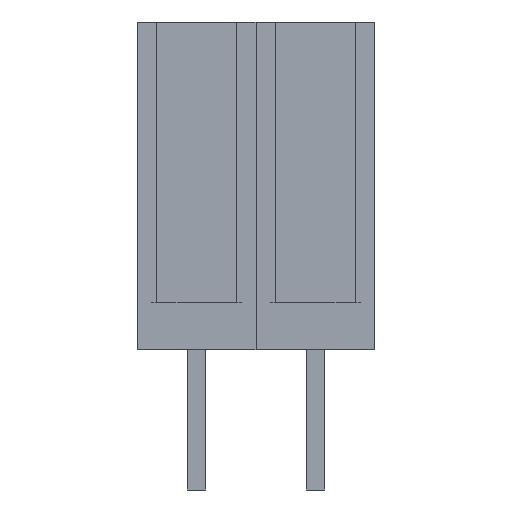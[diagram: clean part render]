
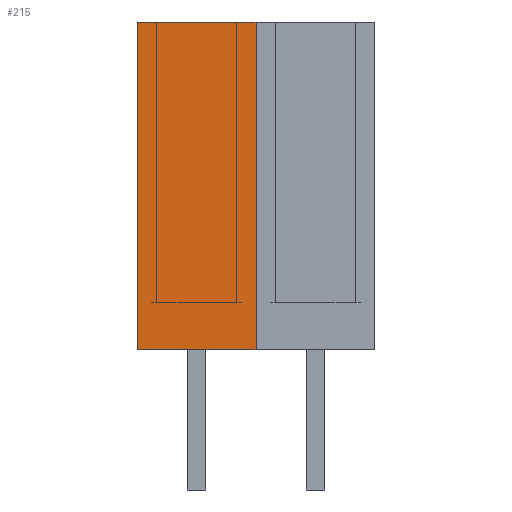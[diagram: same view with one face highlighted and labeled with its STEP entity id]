
A CAD part, front view. The second image highlights one B-rep face of the part: STEP entity #215.
In plain terms, the highlighted planar face has unit normal (0, -1, 0).
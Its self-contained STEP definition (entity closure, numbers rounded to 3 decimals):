
#13=DIRECTION('',(0.,0.,1.));
#14=DIRECTION('',(1.,0.,0.));
#191=EDGE_CURVE('',#192,#194,#196,.T.);
#192=VERTEX_POINT('',#193);
#193=CARTESIAN_POINT('',(-1.27,-1.271,0.));
#194=VERTEX_POINT('',#195);
#195=CARTESIAN_POINT('',(-1.27,-1.271,7.));
#196=LINE('',#193,#197);
#197=VECTOR('',#13,1.);
#204=DIRECTION('',(0.,1.,0.));
#215=ADVANCED_FACE('',(#216),#233,.F.);
#216=FACE_BOUND('',#217,.F.);
#217=EDGE_LOOP('',(#218,#224,#225,#230));
#218=ORIENTED_EDGE('',*,*,#219,.F.);
#219=EDGE_CURVE('',#192,#220,#222,.T.);
#220=VERTEX_POINT('',#221);
#221=CARTESIAN_POINT('',(1.27,-1.271,0.));
#222=LINE('',#193,#223);
#223=VECTOR('',#14,1.);
#224=ORIENTED_EDGE('',*,*,#191,.T.);
#225=ORIENTED_EDGE('',*,*,#226,.T.);
#226=EDGE_CURVE('',#194,#227,#229,.T.);
#227=VERTEX_POINT('',#228);
#228=CARTESIAN_POINT('',(1.27,-1.271,7.));
#229=LINE('',#195,#223);
#230=ORIENTED_EDGE('',*,*,#231,.F.);
#231=EDGE_CURVE('',#220,#227,#232,.T.);
#232=LINE('',#221,#197);
#233=PLANE('',#234);
#234=AXIS2_PLACEMENT_3D('',#193,#204,#13);
